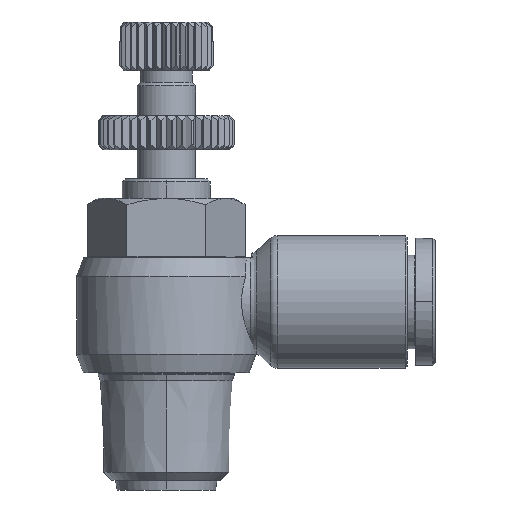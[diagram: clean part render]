
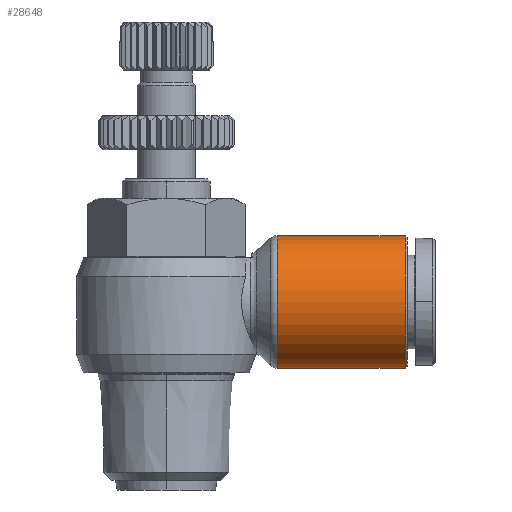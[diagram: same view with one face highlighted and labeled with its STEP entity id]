
A CAD part, front view. The second image highlights one B-rep face of the part: STEP entity #28648.
In plain terms, the highlighted cylindrical face has radius 6.8 mm (diameter 13.6 mm), a partial arc.
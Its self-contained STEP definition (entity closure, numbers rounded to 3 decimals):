
#141=CARTESIAN_POINT('',(-20.5,0.,6.8));
#142=VERTEX_POINT('',#141);
#143=CARTESIAN_POINT('',(-7.384,0.,6.8));
#144=VERTEX_POINT('',#143);
#145=CARTESIAN_POINT('',(-20.5,0.,6.8));
#146=DIRECTION('',(1.0,0.0,0.0));
#147=VECTOR('',#146,13.116);
#148=LINE('',#145,#147);
#149=EDGE_CURVE('',#142,#144,#148,.T.);
#151=CARTESIAN_POINT('',(-20.5,0.,-6.8));
#152=VERTEX_POINT('',#151);
#160=CARTESIAN_POINT('',(-7.384,0.,-6.8));
#161=VERTEX_POINT('',#160);
#162=CARTESIAN_POINT('',(-7.384,0.,-6.8));
#163=DIRECTION('',(-1.0,0.0,0.0));
#164=VECTOR('',#163,13.116);
#165=LINE('',#162,#164);
#166=EDGE_CURVE('',#161,#152,#165,.T.);
#192=CARTESIAN_POINT('',(-7.384,0.,0.));
#193=DIRECTION('',(1.0,0.0,0.0));
#194=DIRECTION('',(0.0,0.0,-1.0));
#195=AXIS2_PLACEMENT_3D('',#192,#193,#194);
#196=CIRCLE('',#195,6.8);
#197=EDGE_CURVE('',#161,#144,#196,.T.);
#4403=CARTESIAN_POINT('',(-20.5,0.,0.));
#4404=DIRECTION('',(-1.0,0.0,0.0));
#4405=DIRECTION('',(0.0,0.0,1.0));
#4406=AXIS2_PLACEMENT_3D('',#4403,#4404,#4405);
#4407=CIRCLE('',#4406,6.8);
#4408=EDGE_CURVE('',#142,#152,#4407,.T.);
#28637=CARTESIAN_POINT('',(-13.0,0.,0.));
#28638=DIRECTION('',(1.0,0.,0.));
#28639=DIRECTION('',(0.0,0.0,1.0));
#28640=AXIS2_PLACEMENT_3D('',#28637,#28638,#28639);
#28641=CYLINDRICAL_SURFACE('',#28640,6.8);
#28642=ORIENTED_EDGE('',*,*,#149,.T.);
#28643=ORIENTED_EDGE('',*,*,#197,.F.);
#28644=ORIENTED_EDGE('',*,*,#166,.T.);
#28645=ORIENTED_EDGE('',*,*,#4408,.F.);
#28646=EDGE_LOOP('',(#28642,#28643,#28644,#28645));
#28647=FACE_OUTER_BOUND('',#28646,.T.);
#28648=ADVANCED_FACE('',(#28647),#28641,.T.);
